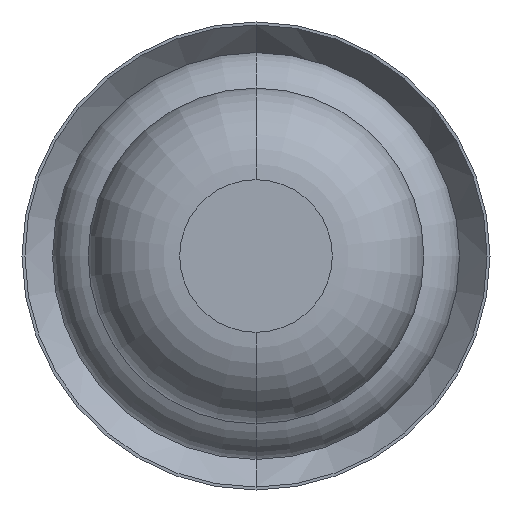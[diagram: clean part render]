
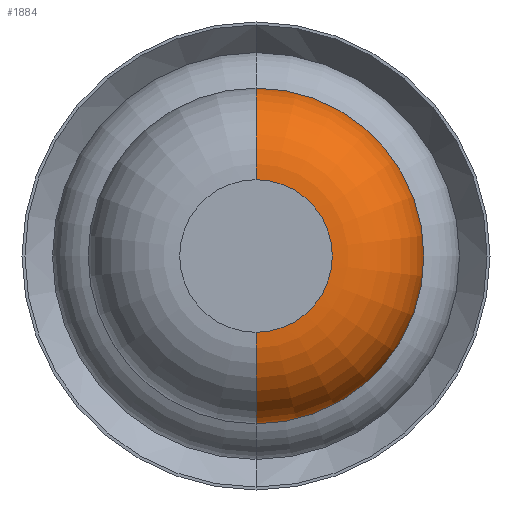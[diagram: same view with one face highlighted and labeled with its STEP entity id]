
A CAD part, front view. The second image highlights one B-rep face of the part: STEP entity #1884.
In plain terms, the highlighted toroidal (fillet/blend) face has major radius 0.375 mm and minor radius 0.45 mm.
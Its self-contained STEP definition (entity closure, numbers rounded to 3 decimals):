
#76 = CIRCLE ( 'NONE', #1796, 0.45 ) ;
#186 = DIRECTION ( 'NONE',  ( 0., 0., -1. ) ) ;
#250 = FACE_OUTER_BOUND ( 'NONE', #1645, .T. ) ;
#314 = CARTESIAN_POINT ( 'NONE',  ( 0., -24., 0.375 ) ) ;
#718 = DIRECTION ( 'NONE',  ( 0., 0., 1. ) ) ;
#766 = ORIENTED_EDGE ( 'NONE', *, *, #2025, .F. ) ;
#875 = DIRECTION ( 'NONE',  ( 0., 1., 0. ) ) ;
#911 = CARTESIAN_POINT ( 'NONE',  ( 0., -23.55, 0. ) ) ;
#958 = VERTEX_POINT ( 'NONE', #314 ) ;
#976 = TOROIDAL_SURFACE ( 'NONE', #3004, 0.375, 0.45 ) ;
#980 = ORIENTED_EDGE ( 'NONE', *, *, #1438, .T. ) ;
#1189 = VERTEX_POINT ( 'NONE', #1198 ) ;
#1198 = CARTESIAN_POINT ( 'NONE',  ( 0., -24., -0.375 ) ) ;
#1274 = CARTESIAN_POINT ( 'NONE',  ( 0., -23.55, -0.375 ) ) ;
#1309 = EDGE_CURVE ( 'Defeature ausgef�hrt2_7+Defeature ausgef�hrt2_6+Defeature ausgef�hrt2_6+Defeature ausgef�hrt2_6', #958, #1189, #2866, .T. ) ;
#1394 = CARTESIAN_POINT ( 'NONE',  ( 0., -23.55, 0.825 ) ) ;
#1438 = EDGE_CURVE ( 'NONE', #1189, #3646, #76, .T. ) ;
#1577 = EDGE_CURVE ( 'NONE', #958, #4705, #2368, .T. ) ;
#1645 = EDGE_LOOP ( 'NONE', ( #3287, #980, #766, #4556 ) ) ;
#1701 = DIRECTION ( 'NONE',  ( 0., 1., 0. ) ) ;
#1796 = AXIS2_PLACEMENT_3D ( 'NONE', #1274, #3511, #186 ) ;
#1884 = ADVANCED_FACE ( 'Defeature ausgef�hrt2_7', ( #250 ), #976, .T. ) ;
#1964 = DIRECTION ( 'NONE',  ( 0., 0., 1. ) ) ;
#2025 = EDGE_CURVE ( 'Defeature ausgef�hrt2_8+Defeature ausgef�hrt2_7+Defeature ausgef�hrt2_7+Defeature ausgef�hrt2_7', #4705, #3646, #3961, .T. ) ;
#2042 = AXIS2_PLACEMENT_3D ( 'NONE', #2504, #2917, #718 ) ;
#2368 = CIRCLE ( 'NONE', #2042, 0.45 ) ;
#2394 = CARTESIAN_POINT ( 'NONE',  ( 0., -23.55, 0. ) ) ;
#2504 = CARTESIAN_POINT ( 'NONE',  ( 0., -23.55, 0.375 ) ) ;
#2520 = AXIS2_PLACEMENT_3D ( 'NONE', #2697, #875, #1964 ) ;
#2697 = CARTESIAN_POINT ( 'NONE',  ( 0., -24., 0. ) ) ;
#2714 = DIRECTION ( 'NONE',  ( 0., 1., 0. ) ) ;
#2757 = DIRECTION ( 'NONE',  ( 0., 0., 1. ) ) ;
#2866 = CIRCLE ( 'NONE', #2520, 0.375 ) ;
#2917 = DIRECTION ( 'NONE',  ( -1., 0., 0. ) ) ;
#3004 = AXIS2_PLACEMENT_3D ( 'NONE', #911, #1701, #3862 ) ;
#3287 = ORIENTED_EDGE ( 'NONE', *, *, #1309, .T. ) ;
#3511 = DIRECTION ( 'NONE',  ( 1., 0., 0. ) ) ;
#3646 = VERTEX_POINT ( 'NONE', #3860 ) ;
#3839 = AXIS2_PLACEMENT_3D ( 'NONE', #2394, #2714, #2757 ) ;
#3860 = CARTESIAN_POINT ( 'NONE',  ( 0., -23.55, -0.825 ) ) ;
#3862 = DIRECTION ( 'NONE',  ( 0., 0., 1. ) ) ;
#3961 = CIRCLE ( 'NONE', #3839, 0.825 ) ;
#4556 = ORIENTED_EDGE ( 'NONE', *, *, #1577, .F. ) ;
#4705 = VERTEX_POINT ( 'NONE', #1394 ) ;
